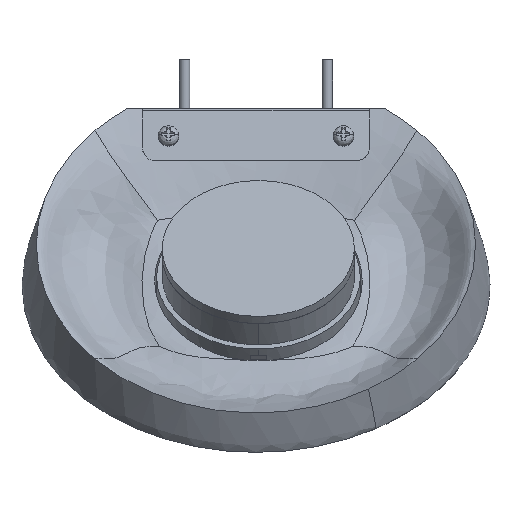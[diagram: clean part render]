
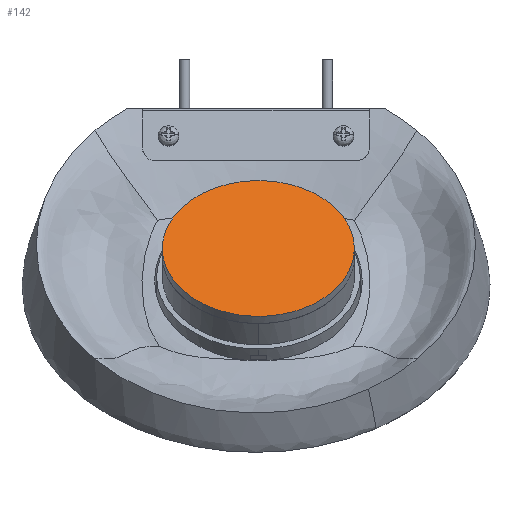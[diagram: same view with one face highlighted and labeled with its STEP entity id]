
A CAD part, top view. The second image highlights one B-rep face of the part: STEP entity #142.
In plain terms, the highlighted planar face has unit normal (0, 0.707, 0.707).
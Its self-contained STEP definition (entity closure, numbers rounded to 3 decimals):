
#142=ADVANCED_FACE('',(#440),#4460,.T.);
#440=FACE_OUTER_BOUND('',#748,.T.);
#748=EDGE_LOOP('',(#1167,#1168));
#1167=ORIENTED_EDGE('',*,*,#2572,.F.);
#1168=ORIENTED_EDGE('',*,*,#2576,.T.);
#2572=EDGE_CURVE('',#4014,#4015,#3710,.T.);
#2576=EDGE_CURVE('',#4014,#4015,#3714,.T.);
#3710=(
BOUNDED_CURVE()
B_SPLINE_CURVE(2,(#5582,#5583,#5584,#5585,#5586),.UNSPECIFIED.,.F.,.F.)
B_SPLINE_CURVE_WITH_KNOTS((3,2,3),(0.,74.,148.),.UNSPECIFIED.)
CURVE()
GEOMETRIC_REPRESENTATION_ITEM()
RATIONAL_B_SPLINE_CURVE((1.,0.707,1.,0.707,1.))
REPRESENTATION_ITEM('')
);
#3714=(
BOUNDED_CURVE()
B_SPLINE_CURVE(2,(#5599,#5600,#5601,#5602,#5603),.UNSPECIFIED.,.F.,.F.)
B_SPLINE_CURVE_WITH_KNOTS((3,2,3),(-148.,-74.,0.),.UNSPECIFIED.)
CURVE()
GEOMETRIC_REPRESENTATION_ITEM()
RATIONAL_B_SPLINE_CURVE((1.,0.707,1.,0.707,1.))
REPRESENTATION_ITEM('')
);
#4014=VERTEX_POINT('',#5577);
#4015=VERTEX_POINT('',#5578);
#4460=PLANE('',#4753);
#4753=AXIS2_PLACEMENT_3D('',#5557,#4914,$);
#4914=DIRECTION('',(0.,0.707,0.707));
#5557=CARTESIAN_POINT('',(-43.442,-22.445,-49.951));
#5577=CARTESIAN_POINT('',(37.97,-53.853,-18.543));
#5578=CARTESIAN_POINT('',(-36.03,-53.853,-18.543));
#5582=CARTESIAN_POINT('',(37.97,-53.853,-18.543));
#5583=CARTESIAN_POINT('',(37.97,-80.016,7.62));
#5584=CARTESIAN_POINT('',(0.97,-80.016,7.62));
#5585=CARTESIAN_POINT('',(-36.03,-80.016,7.62));
#5586=CARTESIAN_POINT('',(-36.03,-53.853,-18.543));
#5599=CARTESIAN_POINT('',(37.97,-53.853,-18.543));
#5600=CARTESIAN_POINT('',(37.97,-27.69,-44.706));
#5601=CARTESIAN_POINT('',(0.97,-27.69,-44.706));
#5602=CARTESIAN_POINT('',(-36.03,-27.69,-44.706));
#5603=CARTESIAN_POINT('',(-36.03,-53.853,-18.543));
